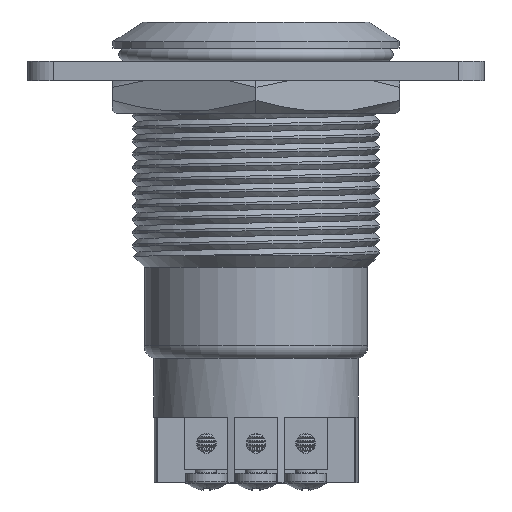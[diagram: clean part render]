
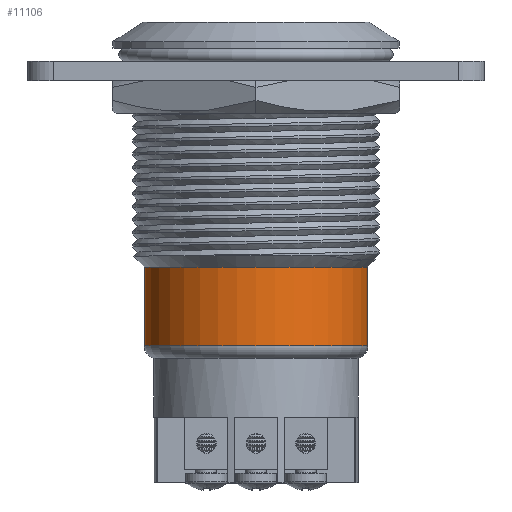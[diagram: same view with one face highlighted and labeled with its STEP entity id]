
A CAD part, front view. The second image highlights one B-rep face of the part: STEP entity #11106.
In plain terms, the highlighted cylindrical face has radius 8.55 mm (diameter 17.1 mm), a partial arc.
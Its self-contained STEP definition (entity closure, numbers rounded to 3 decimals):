
#85 = DIRECTION ( 'NONE',  ( 0., 0., -1. ) ) ;
#105 = VERTEX_POINT ( 'NONE', #15858 ) ;
#1369 = EDGE_LOOP ( 'NONE', ( #13070, #13714, #15216, #23356 ) ) ;
#3458 = LINE ( 'NONE', #9454, #7831 ) ;
#3481 = VECTOR ( 'NONE', #25059, 1000. ) ;
#3850 = CYLINDRICAL_SURFACE ( 'NONE', #14476, 8.55 ) ;
#7120 = AXIS2_PLACEMENT_3D ( 'NONE', #7572, #7293, #21684 ) ;
#7293 = DIRECTION ( 'NONE',  ( 0., 0., 1. ) ) ;
#7572 = CARTESIAN_POINT ( 'NONE',  ( 0., 0., -6.039 ) ) ;
#7831 = VECTOR ( 'NONE', #11762, 1000. ) ;
#8512 = DIRECTION ( 'NONE',  ( 1., 0., 0. ) ) ;
#9192 = EDGE_CURVE ( 'NONE', #105, #21992, #23141, .T. ) ;
#9454 = CARTESIAN_POINT ( 'NONE',  ( 8.55, 0., -7. ) ) ;
#11106 = ADVANCED_FACE ( 'NONE', ( #18344 ), #3850, .T. ) ;
#11762 = DIRECTION ( 'NONE',  ( 0., 0., 1. ) ) ;
#13070 = ORIENTED_EDGE ( 'NONE', *, *, #21727, .F. ) ;
#13714 = ORIENTED_EDGE ( 'NONE', *, *, #9192, .T. ) ;
#14040 = CARTESIAN_POINT ( 'NONE',  ( 0., 0., -7. ) ) ;
#14476 = AXIS2_PLACEMENT_3D ( 'NONE', #14040, #16587, #26630 ) ;
#14640 = CARTESIAN_POINT ( 'NONE',  ( 8.55, 0., 0. ) ) ;
#14820 = CARTESIAN_POINT ( 'NONE',  ( -8.55, 0., 0. ) ) ;
#15216 = ORIENTED_EDGE ( 'NONE', *, *, #19051, .T. ) ;
#15858 = CARTESIAN_POINT ( 'NONE',  ( -8.55, 0., -6.039 ) ) ;
#16043 = CARTESIAN_POINT ( 'NONE',  ( 8.55, 0., -6.039 ) ) ;
#16587 = DIRECTION ( 'NONE',  ( 0., 0., 1. ) ) ;
#17406 = EDGE_CURVE ( 'NONE', #25024, #25587, #22015, .T. ) ;
#18344 = FACE_OUTER_BOUND ( 'NONE', #1369, .T. ) ;
#18649 = CARTESIAN_POINT ( 'NONE',  ( 0., 0., 0. ) ) ;
#18823 = CARTESIAN_POINT ( 'NONE',  ( -8.55, 0., -7. ) ) ;
#19051 = EDGE_CURVE ( 'NONE', #21992, #25024, #3458, .T. ) ;
#20889 = LINE ( 'NONE', #18823, #3481 ) ;
#21684 = DIRECTION ( 'NONE',  ( -1., 0., 0. ) ) ;
#21727 = EDGE_CURVE ( 'NONE', #105, #25587, #20889, .T. ) ;
#21992 = VERTEX_POINT ( 'NONE', #16043 ) ;
#22015 = CIRCLE ( 'NONE', #25047, 8.55 ) ;
#23141 = CIRCLE ( 'NONE', #7120, 8.55 ) ;
#23356 = ORIENTED_EDGE ( 'NONE', *, *, #17406, .T. ) ;
#25024 = VERTEX_POINT ( 'NONE', #14640 ) ;
#25047 = AXIS2_PLACEMENT_3D ( 'NONE', #18649, #85, #8512 ) ;
#25059 = DIRECTION ( 'NONE',  ( 0., 0., 1. ) ) ;
#25587 = VERTEX_POINT ( 'NONE', #14820 ) ;
#26630 = DIRECTION ( 'NONE',  ( 1., 0., 0. ) ) ;
